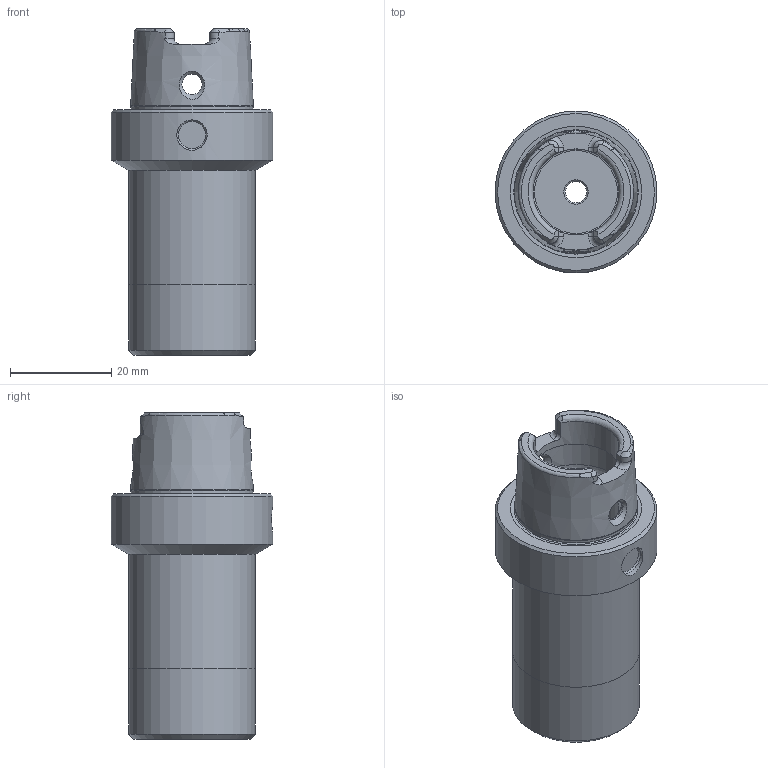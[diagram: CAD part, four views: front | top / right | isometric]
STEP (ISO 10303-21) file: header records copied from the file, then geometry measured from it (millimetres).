
FILE_DESCRIPTION(/* description */ (''),/* implementation_level */ '2;1');
FILE_NAME(/* name */ '253212022.stp',/* time_stamp */ '2021-01-08T12:41:49',/* author */ ('LRA'),/* organization */ ('REGO-FIX'),/* preprocessor_version */ ' Unknown',/* originating_system */ 'SIEMENS PLM Software Solid Edge ST10',/* authorization */ 'Unknown');
FILE_SCHEMA (('AUTOMOTIVE_DESIGN { 1 0 10303 214 2 1 1}'));
Length unit declared in the file: millimetre
Products named in the file (1): NOCUT
Bounding box: 32 x 32 x 64.5 mm (x, y, z)
Volume: 20239.6 mm3; surface area: 9544.8 mm2
Topology: 1 solids, 1 shells, 77 faces, 198 edges, 123 vertices
Faces by surface type: plane 22, cylinder 22, cone 20, torus 13
Full cylindrical faces by diameter (mm): 4 x2, 4.2 x1, 6 x1, 13.5 x1, 17 x2, 20.5 x1, 24.129 x1, 25 x2, 32 x1
Entity records: 2806 total; most frequent: CARTESIAN_POINT 598, DIRECTION 344, ORIENTED_EDGE 302, AXIS2_PLACEMENT_3D 152, EDGE_CURVE 151, FACE_BOUND 117, EDGE_LOOP 116, VERTEX_POINT 110
